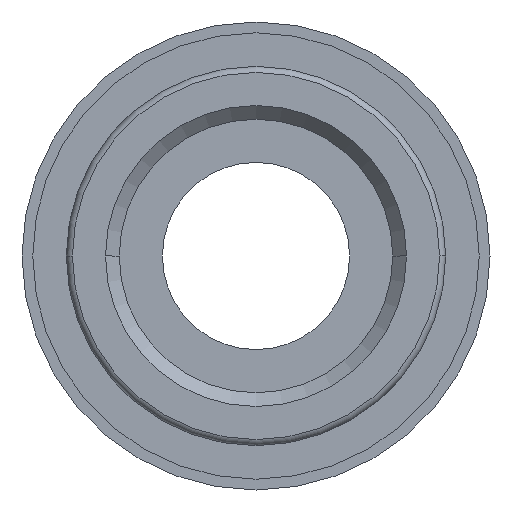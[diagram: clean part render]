
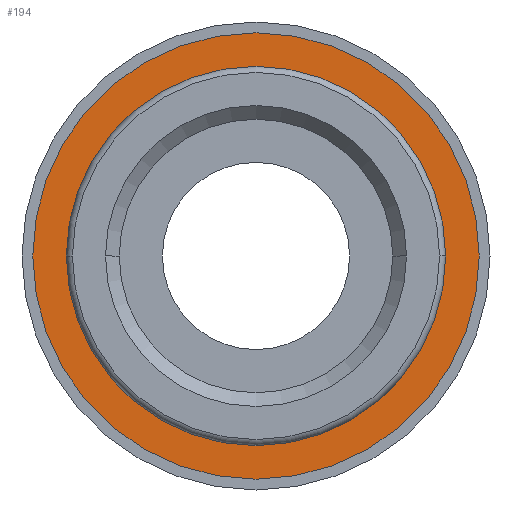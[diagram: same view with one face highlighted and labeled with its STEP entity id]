
A CAD part, front view. The second image highlights one B-rep face of the part: STEP entity #194.
In plain terms, the highlighted planar face has unit normal (0, -1, 0).
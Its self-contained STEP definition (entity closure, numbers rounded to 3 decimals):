
#194=ADVANCED_FACE('',(#396,#397),#398,.T.);
#396=FACE_BOUND('',#591,.T.);
#397=FACE_OUTER_BOUND('',#592,.T.);
#398=PLANE('',#593);
#591=EDGE_LOOP('',(#1047,#1048));
#592=EDGE_LOOP('',(#1049,#1050));
#593=AXIS2_PLACEMENT_3D('',#1051,#1052,#1053);
#1047=ORIENTED_EDGE('',*,*,#1099,.T.);
#1048=ORIENTED_EDGE('',*,*,#1191,.T.);
#1049=ORIENTED_EDGE('',*,*,#1104,.F.);
#1050=ORIENTED_EDGE('',*,*,#1140,.F.);
#1051=CARTESIAN_POINT('',(7.75,6.0,0.0));
#1052=DIRECTION('',(-0.0,-1.0,-0.0));
#1053=DIRECTION('',(-1.0,0.0,0.0));
#1099=EDGE_CURVE('',#1301,#1299,#1302,.T.);
#1104=EDGE_CURVE('',#1307,#1310,#1311,.T.);
#1140=EDGE_CURVE('',#1310,#1307,#1364,.T.);
#1191=EDGE_CURVE('',#1299,#1301,#1433,.T.);
#1299=VERTEX_POINT('',#1557);
#1301=VERTEX_POINT('',#1560);
#1302=CIRCLE('',#1561,12.75);
#1307=VERTEX_POINT('',#1567);
#1310=VERTEX_POINT('',#1571);
#1311=CIRCLE('',#1572,15.5);
#1364=CIRCLE('',#1630,15.5);
#1433=CIRCLE('',#1715,12.75);
#1557=CARTESIAN_POINT('',(12.75,6.0,0.));
#1560=CARTESIAN_POINT('',(-12.75,6.0,0.));
#1561=AXIS2_PLACEMENT_3D('',#1829,#1830,#1831);
#1567=CARTESIAN_POINT('',(15.5,6.0,0.0));
#1571=CARTESIAN_POINT('',(-15.5,6.0,0.));
#1572=AXIS2_PLACEMENT_3D('',#1837,#1838,#1839);
#1630=AXIS2_PLACEMENT_3D('',#1908,#1909,#1910);
#1715=AXIS2_PLACEMENT_3D('',#1987,#1988,#1989);
#1829=CARTESIAN_POINT('',(0.0,6.0,0.0));
#1830=DIRECTION('',(-0.0,1.0,0.0));
#1831=DIRECTION('',(1.0,0.0,0.0));
#1837=CARTESIAN_POINT('',(0.0,6.0,0.0));
#1838=DIRECTION('',(-0.0,1.0,0.0));
#1839=DIRECTION('',(1.0,0.0,0.0));
#1908=CARTESIAN_POINT('',(0.0,6.0,0.0));
#1909=DIRECTION('',(-0.0,1.0,0.0));
#1910=DIRECTION('',(1.0,0.0,0.0));
#1987=CARTESIAN_POINT('',(0.0,6.0,0.0));
#1988=DIRECTION('',(-0.0,1.0,0.0));
#1989=DIRECTION('',(1.0,0.0,0.0));
